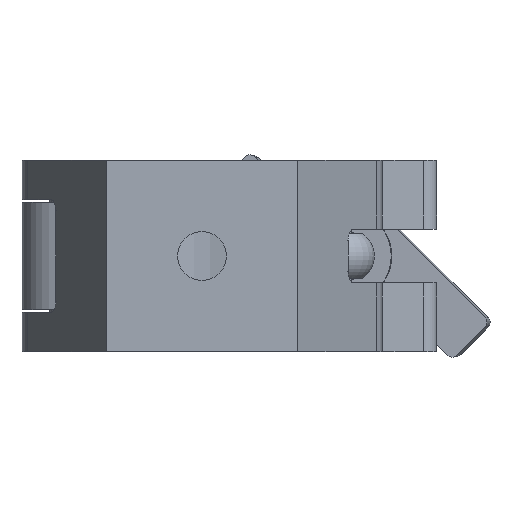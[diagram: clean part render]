
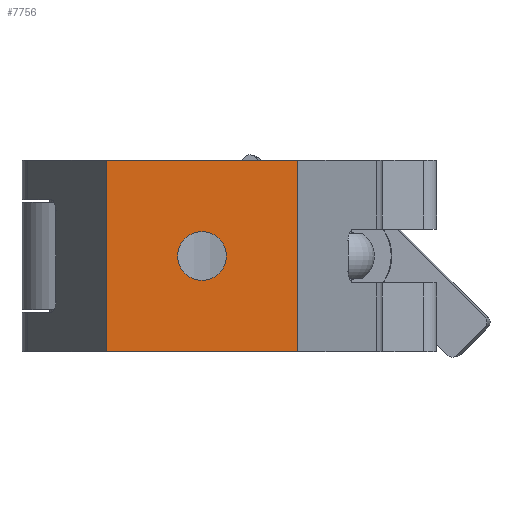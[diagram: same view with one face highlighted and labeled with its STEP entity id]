
A CAD part, front view. The second image highlights one B-rep face of the part: STEP entity #7756.
In plain terms, the highlighted planar face has unit normal (0, -1, 0).
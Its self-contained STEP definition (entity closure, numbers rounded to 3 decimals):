
#73 = VERTEX_POINT ( 'NONE', #10602 ) ;
#656 = VECTOR ( 'NONE', #9239, 1000. ) ;
#989 = VECTOR ( 'NONE', #5449, 1000. ) ;
#1036 = LINE ( 'NONE', #9226, #656 ) ;
#1123 = LINE ( 'NONE', #5696, #989 ) ;
#1395 = CIRCLE ( 'NONE', #5644, 6.35 ) ;
#1398 = CARTESIAN_POINT ( 'NONE',  ( -25., 0., 25. ) ) ;
#1408 = DIRECTION ( 'NONE',  ( 1., 0., 0. ) ) ;
#1531 = VERTEX_POINT ( 'NONE', #3092 ) ;
#1721 = EDGE_CURVE ( 'NONE', #73, #2794, #1036, .T. ) ;
#1919 = CARTESIAN_POINT ( 'NONE',  ( 0., 0., -6.35 ) ) ;
#1989 = ORIENTED_EDGE ( 'NONE', *, *, #8531, .T. ) ;
#2139 = ORIENTED_EDGE ( 'NONE', *, *, #10652, .T. ) ;
#2533 = EDGE_LOOP ( 'NONE', ( #1989, #7764 ) ) ;
#2740 = EDGE_CURVE ( 'NONE', #6145, #7089, #1395, .T. ) ;
#2794 = VERTEX_POINT ( 'NONE', #9575 ) ;
#3005 = AXIS2_PLACEMENT_3D ( 'NONE', #5622, #5689, #5776 ) ;
#3067 = EDGE_CURVE ( 'NONE', #10322, #1531, #3895, .T. ) ;
#3092 = CARTESIAN_POINT ( 'NONE',  ( -25., 0., -25. ) ) ;
#3419 = CIRCLE ( 'NONE', #3005, 6.35 ) ;
#3705 = EDGE_CURVE ( 'NONE', #10322, #73, #9515, .T. ) ;
#3895 = LINE ( 'NONE', #5019, #4016 ) ;
#4016 = VECTOR ( 'NONE', #4927, 1000. ) ;
#4525 = FACE_BOUND ( 'NONE', #2533, .T. ) ;
#4532 = FACE_OUTER_BOUND ( 'NONE', #8170, .T. ) ;
#4680 = DIRECTION ( 'NONE',  ( 0., 0., 1. ) ) ;
#4803 = PLANE ( 'NONE',  #5408 ) ;
#4893 = CARTESIAN_POINT ( 'NONE',  ( -25., 0., 25. ) ) ;
#4927 = DIRECTION ( 'NONE',  ( 0., 0., -1. ) ) ;
#5019 = CARTESIAN_POINT ( 'NONE',  ( -25., 0., 25. ) ) ;
#5356 = DIRECTION ( 'NONE',  ( 0., 1., 0. ) ) ;
#5408 = AXIS2_PLACEMENT_3D ( 'NONE', #4893, #5356, #4680 ) ;
#5449 = DIRECTION ( 'NONE',  ( 1., 0., 0. ) ) ;
#5622 = CARTESIAN_POINT ( 'NONE',  ( 0., 0., 0. ) ) ;
#5644 = AXIS2_PLACEMENT_3D ( 'NONE', #9087, #9541, #9509 ) ;
#5689 = DIRECTION ( 'NONE',  ( 0., 1., 0. ) ) ;
#5696 = CARTESIAN_POINT ( 'NONE',  ( -25., 0., -25. ) ) ;
#5776 = DIRECTION ( 'NONE',  ( 0., 0., 1. ) ) ;
#6145 = VERTEX_POINT ( 'NONE', #1919 ) ;
#6579 = CARTESIAN_POINT ( 'NONE',  ( -25., 0., 25. ) ) ;
#7089 = VERTEX_POINT ( 'NONE', #8914 ) ;
#7191 = ORIENTED_EDGE ( 'NONE', *, *, #3705, .F. ) ;
#7756 = ADVANCED_FACE ( 'NONE', ( #4525, #4532 ), #4803, .F. ) ;
#7764 = ORIENTED_EDGE ( 'NONE', *, *, #2740, .T. ) ;
#7944 = ORIENTED_EDGE ( 'NONE', *, *, #3067, .T. ) ;
#8050 = ORIENTED_EDGE ( 'NONE', *, *, #1721, .F. ) ;
#8170 = EDGE_LOOP ( 'NONE', ( #2139, #8050, #7191, #7944 ) ) ;
#8531 = EDGE_CURVE ( 'NONE', #7089, #6145, #3419, .T. ) ;
#8914 = CARTESIAN_POINT ( 'NONE',  ( 0., 0., 6.35 ) ) ;
#9087 = CARTESIAN_POINT ( 'NONE',  ( 0., 0., 0. ) ) ;
#9226 = CARTESIAN_POINT ( 'NONE',  ( 25., 0., 25. ) ) ;
#9239 = DIRECTION ( 'NONE',  ( 0., 0., -1. ) ) ;
#9509 = DIRECTION ( 'NONE',  ( 0., 0., 1. ) ) ;
#9515 = LINE ( 'NONE', #1398, #9680 ) ;
#9541 = DIRECTION ( 'NONE',  ( 0., 1., 0. ) ) ;
#9575 = CARTESIAN_POINT ( 'NONE',  ( 25., 0., -25. ) ) ;
#9680 = VECTOR ( 'NONE', #1408, 1000. ) ;
#10322 = VERTEX_POINT ( 'NONE', #6579 ) ;
#10602 = CARTESIAN_POINT ( 'NONE',  ( 25., 0., 25. ) ) ;
#10652 = EDGE_CURVE ( 'NONE', #1531, #2794, #1123, .T. ) ;
